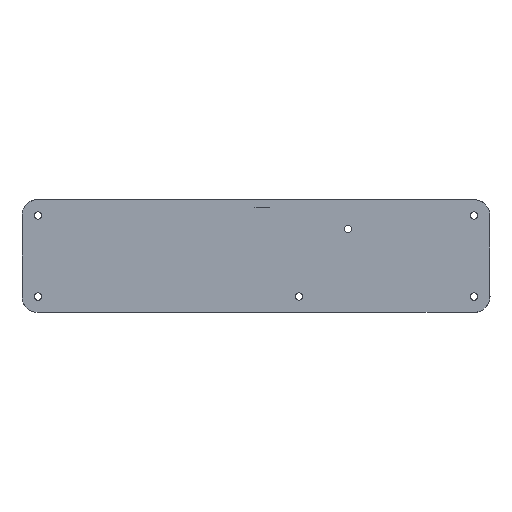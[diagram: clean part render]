
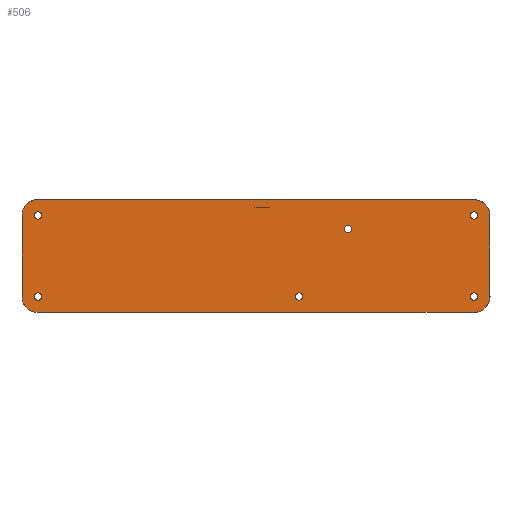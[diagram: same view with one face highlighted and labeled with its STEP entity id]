
A CAD part, top view. The second image highlights one B-rep face of the part: STEP entity #506.
In plain terms, the highlighted planar face has unit normal (0, 0, 1).
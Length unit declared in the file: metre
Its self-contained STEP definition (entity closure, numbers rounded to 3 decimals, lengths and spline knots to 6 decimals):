
#18=CIRCLE('',#533,0.006504);
#19=CIRCLE('',#536,0.006498);
#20=CIRCLE('',#539,0.006498);
#21=CIRCLE('',#542,0.006504);
#22=CIRCLE('',#544,0.006504);
#23=CIRCLE('',#547,0.0015);
#25=CIRCLE('',#550,0.0015);
#27=CIRCLE('',#553,0.0015);
#29=CIRCLE('',#556,0.0015);
#31=CIRCLE('',#559,0.0015);
#33=CIRCLE('',#563,0.006504);
#34=CIRCLE('',#565,0.0015);
#130=ORIENTED_EDGE('',*,*,#213,.T.);
#131=ORIENTED_EDGE('',*,*,#216,.T.);
#132=ORIENTED_EDGE('',*,*,#219,.T.);
#133=ORIENTED_EDGE('',*,*,#222,.T.);
#134=ORIENTED_EDGE('',*,*,#225,.T.);
#135=ORIENTED_EDGE('',*,*,#228,.T.);
#136=ORIENTED_EDGE('',*,*,#231,.T.);
#137=ORIENTED_EDGE('',*,*,#234,.T.);
#138=ORIENTED_EDGE('',*,*,#237,.T.);
#139=ORIENTED_EDGE('',*,*,#251,.T.);
#140=ORIENTED_EDGE('',*,*,#208,.F.);
#141=ORIENTED_EDGE('',*,*,#249,.T.);
#142=ORIENTED_EDGE('',*,*,#246,.T.);
#143=ORIENTED_EDGE('',*,*,#244,.F.);
#144=ORIENTED_EDGE('',*,*,#242,.F.);
#145=ORIENTED_EDGE('',*,*,#240,.F.);
#146=ORIENTED_EDGE('',*,*,#238,.T.);
#147=ORIENTED_EDGE('',*,*,#252,.F.);
#208=EDGE_CURVE('',#276,#277,#322,.T.);
#213=EDGE_CURVE('',#278,#281,#18,.F.);
#216=EDGE_CURVE('',#281,#283,#328,.T.);
#219=EDGE_CURVE('',#283,#285,#19,.F.);
#222=EDGE_CURVE('',#285,#287,#332,.T.);
#225=EDGE_CURVE('',#287,#289,#20,.F.);
#228=EDGE_CURVE('',#289,#291,#336,.T.);
#231=EDGE_CURVE('',#291,#293,#21,.F.);
#234=EDGE_CURVE('',#293,#295,#22,.F.);
#237=EDGE_CURVE('',#295,#297,#341,.T.);
#238=EDGE_CURVE('',#298,#298,#23,.T.);
#240=EDGE_CURVE('',#300,#300,#25,.T.);
#242=EDGE_CURVE('',#302,#302,#27,.T.);
#244=EDGE_CURVE('',#304,#304,#29,.T.);
#246=EDGE_CURVE('',#306,#306,#31,.T.);
#249=EDGE_CURVE('',#276,#277,#343,.T.);
#251=EDGE_CURVE('',#297,#278,#33,.F.);
#252=EDGE_CURVE('',#308,#308,#34,.T.);
#276=VERTEX_POINT('',#723);
#277=VERTEX_POINT('',#725);
#278=VERTEX_POINT('',#729);
#281=VERTEX_POINT('',#737);
#283=VERTEX_POINT('',#743);
#285=VERTEX_POINT('',#753);
#287=VERTEX_POINT('',#759);
#289=VERTEX_POINT('',#769);
#291=VERTEX_POINT('',#775);
#293=VERTEX_POINT('',#784);
#295=VERTEX_POINT('',#793);
#297=VERTEX_POINT('',#799);
#298=VERTEX_POINT('',#803);
#300=VERTEX_POINT('',#808);
#302=VERTEX_POINT('',#813);
#304=VERTEX_POINT('',#818);
#306=VERTEX_POINT('',#823);
#308=VERTEX_POINT('',#837);
#322=LINE('',#724,#350);
#328=LINE('',#744,#356);
#332=LINE('',#760,#360);
#336=LINE('',#776,#364);
#341=LINE('',#800,#369);
#343=LINE('',#828,#371);
#350=VECTOR('',#589,1.);
#356=VECTOR('',#601,1.);
#360=VECTOR('',#611,1.);
#364=VECTOR('',#621,1.);
#369=VECTOR('',#636,1.);
#371=VECTOR('',#670,1.);
#400=EDGE_LOOP('',(#130,#131,#132,#133,#134,#135,#136,#137,#138,#139));
#401=EDGE_LOOP('',(#140,#141));
#402=EDGE_LOOP('',(#142));
#403=EDGE_LOOP('',(#143));
#404=EDGE_LOOP('',(#144));
#405=EDGE_LOOP('',(#145));
#406=EDGE_LOOP('',(#146));
#407=EDGE_LOOP('',(#147));
#450=FACE_BOUND('',#400,.T.);
#451=FACE_BOUND('',#401,.T.);
#452=FACE_BOUND('',#402,.T.);
#453=FACE_BOUND('',#403,.T.);
#454=FACE_BOUND('',#404,.T.);
#455=FACE_BOUND('',#405,.T.);
#456=FACE_BOUND('',#406,.T.);
#457=FACE_BOUND('',#407,.T.);
#482=PLANE('',#567);
#506=ADVANCED_FACE('',(#450,#451,#452,#453,#454,#455,#456,#457),#482,.T.);
#533=AXIS2_PLACEMENT_3D('',#738,#595,#596);
#536=AXIS2_PLACEMENT_3D('',#754,#605,#606);
#539=AXIS2_PLACEMENT_3D('',#770,#615,#616);
#542=AXIS2_PLACEMENT_3D('',#785,#625,#626);
#544=AXIS2_PLACEMENT_3D('',#794,#630,#631);
#547=AXIS2_PLACEMENT_3D('',#802,#639,#640);
#550=AXIS2_PLACEMENT_3D('',#807,#645,#646);
#553=AXIS2_PLACEMENT_3D('',#812,#651,#652);
#556=AXIS2_PLACEMENT_3D('',#817,#657,#658);
#559=AXIS2_PLACEMENT_3D('',#822,#663,#664);
#563=AXIS2_PLACEMENT_3D('',#834,#673,#674);
#565=AXIS2_PLACEMENT_3D('',#836,#677,#678);
#567=AXIS2_PLACEMENT_3D('',#840,#681,#682);
#589=DIRECTION('',(-1.,0.,0.));
#595=DIRECTION('',(0.,0.,-1.));
#596=DIRECTION('',(-1.,0.,0.));
#601=DIRECTION('',(-1.,0.,0.));
#605=DIRECTION('',(0.,0.,-1.));
#606=DIRECTION('',(-1.,0.,0.));
#611=DIRECTION('',(0.,-1.,0.));
#615=DIRECTION('',(0.,0.,-1.));
#616=DIRECTION('',(-1.,0.,0.));
#621=DIRECTION('',(1.,0.,0.));
#625=DIRECTION('',(0.,0.,-1.));
#626=DIRECTION('',(-1.,0.,0.));
#630=DIRECTION('',(0.,0.,-1.));
#631=DIRECTION('',(-1.,0.,0.));
#636=DIRECTION('',(0.,1.,0.));
#639=DIRECTION('',(0.,0.,-1.));
#640=DIRECTION('',(1.,0.,0.));
#645=DIRECTION('',(0.,0.,1.));
#646=DIRECTION('',(1.,0.,0.));
#651=DIRECTION('',(0.,0.,1.));
#652=DIRECTION('',(1.,0.,0.));
#657=DIRECTION('',(0.,0.,1.));
#658=DIRECTION('',(1.,0.,0.));
#663=DIRECTION('',(0.,0.,-1.));
#664=DIRECTION('',(1.,0.,0.));
#670=DIRECTION('',(-1.,0.,0.));
#673=DIRECTION('',(0.,0.,-1.));
#674=DIRECTION('',(-1.,0.,0.));
#677=DIRECTION('',(0.,0.,1.));
#678=DIRECTION('',(1.,0.,0.));
#681=DIRECTION('',(0.,0.,1.));
#682=DIRECTION('',(1.,0.,0.));
#723=CARTESIAN_POINT('',(0.005615,0.019999,0.002));
#724=CARTESIAN_POINT('',(0.002594,0.02,0.002));
#725=CARTESIAN_POINT('',(-0.000427,0.02,0.002));
#729=CARTESIAN_POINT('',(0.093582,0.021061,0.002));
#737=CARTESIAN_POINT('',(0.088986,0.022966,0.002));
#738=CARTESIAN_POINT('',(0.088982,0.016462,0.002));
#743=CARTESIAN_POINT('',(-0.089001,0.023034,0.002));
#744=CARTESIAN_POINT('',(-0.039185,0.023015,0.002));
#753=CARTESIAN_POINT('',(-0.0955,0.016533,0.002));
#754=CARTESIAN_POINT('',(-0.089002,0.016536,0.002));
#759=CARTESIAN_POINT('',(-0.0955,-0.016502,0.002));
#760=CARTESIAN_POINT('',(-0.0955,0.000016,0.002));
#769=CARTESIAN_POINT('',(-0.089253,-0.022997,0.002));
#770=CARTESIAN_POINT('',(-0.089002,-0.016503,0.002));
#775=CARTESIAN_POINT('',(0.089,-0.022999,0.002));
#776=CARTESIAN_POINT('',(-0.000126,-0.022998,0.002));
#784=CARTESIAN_POINT('',(0.093597,-0.021095,0.002));
#785=CARTESIAN_POINT('',(0.088998,-0.016495,0.002));
#793=CARTESIAN_POINT('',(0.095495,-0.016503,0.002));
#794=CARTESIAN_POINT('',(0.088991,-0.016503,0.002));
#799=CARTESIAN_POINT('',(0.095487,0.016465,0.002));
#800=CARTESIAN_POINT('',(0.095491,-0.000019,0.002));
#802=CARTESIAN_POINT('',(0.088999,0.016534,0.002));
#803=CARTESIAN_POINT('',(0.090499,0.016534,0.002));
#807=CARTESIAN_POINT('',(0.088999,-0.016534,0.002));
#808=CARTESIAN_POINT('',(0.090499,-0.016534,0.002));
#812=CARTESIAN_POINT('',(0.037487,0.010986,0.002));
#813=CARTESIAN_POINT('',(0.038987,0.010986,0.002));
#817=CARTESIAN_POINT('',(0.017499,-0.016498,0.002));
#818=CARTESIAN_POINT('',(0.018999,-0.016498,0.002));
#822=CARTESIAN_POINT('',(-0.088999,-0.016534,0.002));
#823=CARTESIAN_POINT('',(-0.087499,-0.016534,0.002));
#828=CARTESIAN_POINT('',(0.002594,0.019999,0.002));
#834=CARTESIAN_POINT('',(0.088983,0.016462,0.002));
#836=CARTESIAN_POINT('',(-0.088999,0.016534,0.002));
#837=CARTESIAN_POINT('',(-0.087499,0.016534,0.002));
#840=CARTESIAN_POINT('',(-0.000003,0.000017,0.002));
